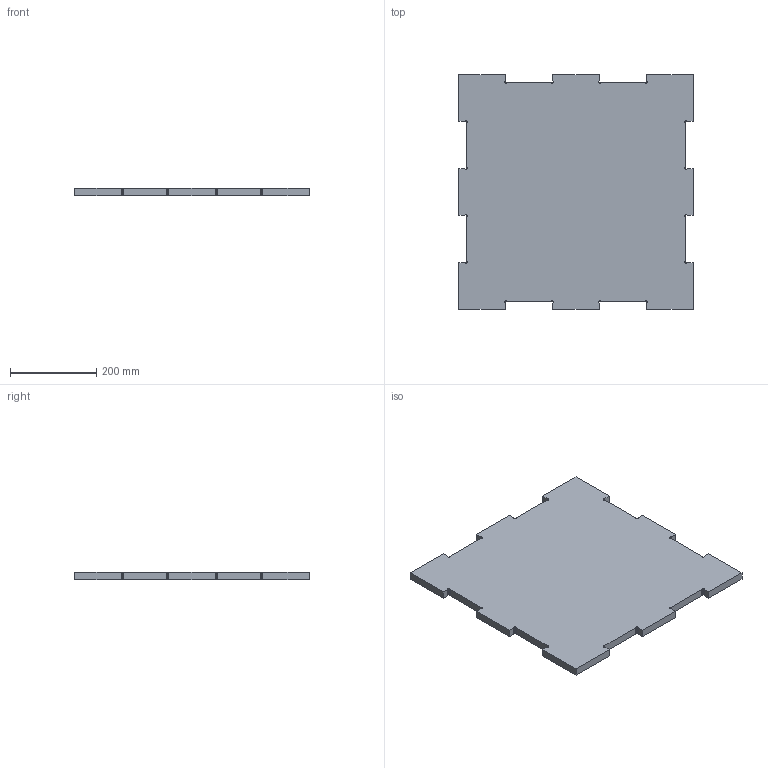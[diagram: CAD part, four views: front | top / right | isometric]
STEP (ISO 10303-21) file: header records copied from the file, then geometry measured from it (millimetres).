
FILE_DESCRIPTION(('FreeCAD Model'),'2;1');
FILE_NAME('topbottom.step', '2017-12-02T22:07:40',('Author'),(''), 'Open CASCADE STEP processor 7.1','FreeCAD','Unknown');
FILE_SCHEMA(('AUTOMOTIVE_DESIGN { 1 0 10303 214 1 1 1 1 }'));
Products named in the file (1): refine_difference
Bounding box: 544 x 544 x 18 mm (x, y, z)
Volume: 5035706 mm3; surface area: 604624.4 mm2
Topology: 1 solids, 1 shells, 790 faces, 2364 edges, 1576 vertices
Faces by surface type: plane 790
Entity records: 56717 total; most frequent: CARTESIAN_POINT 9523, DIRECTION 8610, LINE 7028, VECTOR 7028, ORIENTED_EDGE 4728, PCURVE 4728, DEFINITIONAL_REPRESENTATION 4728, EDGE_CURVE 2364
